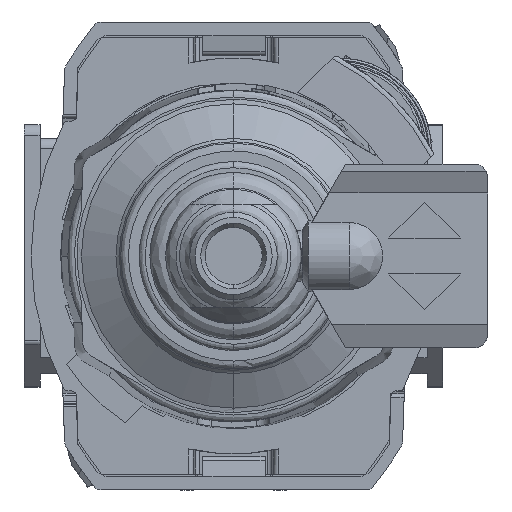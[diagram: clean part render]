
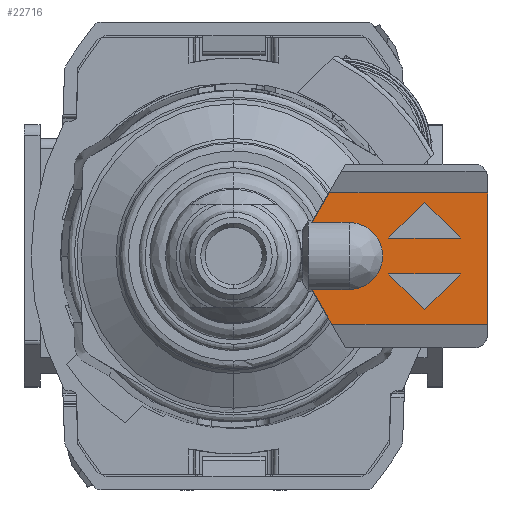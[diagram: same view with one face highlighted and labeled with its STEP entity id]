
A CAD part, front view. The second image highlights one B-rep face of the part: STEP entity #22716.
In plain terms, the highlighted planar face has unit normal (0, -1, 0).
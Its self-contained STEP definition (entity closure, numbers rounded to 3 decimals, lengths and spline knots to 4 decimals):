
#90 = CIRCLE ( 'NONE', #38139, 0.1466 ) ;
#1048 = CARTESIAN_POINT ( 'NONE',  ( 1.1122, -4.2446, -0.0787 ) ) ;
#1513 = CARTESIAN_POINT ( 'NONE',  ( 0.6626, -4.2446, 0.1466 ) ) ;
#1679 = LINE ( 'NONE', #31247, #11268 ) ;
#1950 = DIRECTION ( 'NONE',  ( -1., 0., 0. ) ) ;
#1989 = EDGE_LOOP ( 'NONE', ( #29889, #15774, #19476 ) ) ;
#2257 = CARTESIAN_POINT ( 'NONE',  ( 0.8358, -4.2446, -0.2362 ) ) ;
#3141 = CARTESIAN_POINT ( 'NONE',  ( 1.1122, -4.2446, -0.2981 ) ) ;
#4956 = VECTOR ( 'NONE', #28739, 39.3701 ) ;
#5041 = LINE ( 'NONE', #14785, #34930 ) ;
#5042 = PLANE ( 'NONE',  #17809 ) ;
#5350 = VECTOR ( 'NONE', #6079, 39.3701 ) ;
#5451 = DIRECTION ( 'NONE',  ( 0., 1., 0. ) ) ;
#5977 = ORIENTED_EDGE ( 'NONE', *, *, #13608, .F. ) ;
#6079 = DIRECTION ( 'NONE',  ( 1., 0., 0. ) ) ;
#6246 = LINE ( 'NONE', #18806, #29378 ) ;
#7919 = DIRECTION ( 'NONE',  ( -0.5, 0., 0.866 ) ) ;
#8066 = CARTESIAN_POINT ( 'NONE',  ( 0.8358, -4.2446, 0.2362 ) ) ;
#8218 = ORIENTED_EDGE ( 'NONE', *, *, #28666, .F. ) ;
#9318 = CARTESIAN_POINT ( 'NONE',  ( 0.5051, -4.2446, -0.1466 ) ) ;
#9760 = VECTOR ( 'NONE', #1950, 39.3701 ) ;
#10138 = VECTOR ( 'NONE', #16909, 39.3701 ) ;
#10791 = LINE ( 'NONE', #1048, #28991 ) ;
#11210 = VERTEX_POINT ( 'NONE', #12673 ) ;
#11268 = VECTOR ( 'NONE', #31454, 39.3701 ) ;
#11807 = FACE_BOUND ( 'NONE', #1989, .T. ) ;
#12121 = CARTESIAN_POINT ( 'NONE',  ( 0.8358, -4.2446, 0.2362 ) ) ;
#12188 = DIRECTION ( 'NONE',  ( 0., -1., 0. ) ) ;
#12478 = EDGE_CURVE ( 'NONE', #27603, #28145, #1679, .T. ) ;
#12673 = CARTESIAN_POINT ( 'NONE',  ( 0.4297, -4.2446, -0.2981 ) ) ;
#12848 = VERTEX_POINT ( 'NONE', #28215 ) ;
#12885 = VERTEX_POINT ( 'NONE', #21180 ) ;
#12965 = EDGE_CURVE ( 'NONE', #12885, #21830, #5041, .T. ) ;
#13061 = VERTEX_POINT ( 'NONE', #16044 ) ;
#13150 = VERTEX_POINT ( 'NONE', #20296 ) ;
#13608 = EDGE_CURVE ( 'NONE', #12848, #39499, #31100, .T. ) ;
#13700 = CARTESIAN_POINT ( 'NONE',  ( 1.1115, -4.2446, 0.2756 ) ) ;
#14101 = VERTEX_POINT ( 'NONE', #32672 ) ;
#14785 = CARTESIAN_POINT ( 'NONE',  ( 0.6626, -4.2446, -0.1466 ) ) ;
#15071 = EDGE_CURVE ( 'NONE', #39499, #24792, #21044, .T. ) ;
#15595 = DIRECTION ( 'NONE',  ( 0.707, 0., -0.707 ) ) ;
#15622 = CARTESIAN_POINT ( 'NONE',  ( 1.1122, -4.2446, 0.0787 ) ) ;
#15659 = CARTESIAN_POINT ( 'NONE',  ( 0.8358, -4.2446, -0.2362 ) ) ;
#15774 = ORIENTED_EDGE ( 'NONE', *, *, #12478, .F. ) ;
#16044 = CARTESIAN_POINT ( 'NONE',  ( 1.1115, -4.2446, 0.2756 ) ) ;
#16213 = CARTESIAN_POINT ( 'NONE',  ( 0.9933, -4.2446, 0.0787 ) ) ;
#16909 = DIRECTION ( 'NONE',  ( 0., 0., -1. ) ) ;
#17633 = DIRECTION ( 'NONE',  ( 0.5, 0., 0.866 ) ) ;
#17809 = AXIS2_PLACEMENT_3D ( 'NONE', #28431, #5451, #34601 ) ;
#18068 = CARTESIAN_POINT ( 'NONE',  ( 1.1115, -4.2446, -0.2981 ) ) ;
#18121 = CARTESIAN_POINT ( 'NONE',  ( 0.4297, -4.2446, -0.2981 ) ) ;
#18806 = CARTESIAN_POINT ( 'NONE',  ( 0.6783, -4.2446, -0.0787 ) ) ;
#19041 = EDGE_CURVE ( 'NONE', #28145, #33546, #34934, .T. ) ;
#19286 = EDGE_CURVE ( 'NONE', #24792, #13061, #22999, .T. ) ;
#19476 = ORIENTED_EDGE ( 'NONE', *, *, #31957, .F. ) ;
#19994 = DIRECTION ( 'NONE',  ( 1., 0., 0. ) ) ;
#20104 = VECTOR ( 'NONE', #7919, 39.3701 ) ;
#20296 = CARTESIAN_POINT ( 'NONE',  ( 0.6783, -4.2446, -0.0787 ) ) ;
#21044 = LINE ( 'NONE', #33848, #38328 ) ;
#21180 = CARTESIAN_POINT ( 'NONE',  ( 0.3423, -4.2446, -0.1466 ) ) ;
#21830 = VERTEX_POINT ( 'NONE', #9318 ) ;
#22006 = CARTESIAN_POINT ( 'NONE',  ( 0.5051, -4.2446, 0. ) ) ;
#22716 = ADVANCED_FACE ( 'NONE', ( #11807, #37592, #30994 ), #5042, .F. ) ;
#22999 = LINE ( 'NONE', #32141, #29393 ) ;
#23007 = CARTESIAN_POINT ( 'NONE',  ( 0.4168, -4.2446, 0.2756 ) ) ;
#23716 = ORIENTED_EDGE ( 'NONE', *, *, #40409, .F. ) ;
#24792 = VERTEX_POINT ( 'NONE', #23007 ) ;
#25022 = DIRECTION ( 'NONE',  ( 0.707, 0., 0.707 ) ) ;
#25422 = EDGE_CURVE ( 'NONE', #21830, #12848, #90, .T. ) ;
#25600 = ORIENTED_EDGE ( 'NONE', *, *, #25746, .F. ) ;
#25746 = EDGE_CURVE ( 'NONE', #28355, #11210, #32302, .T. ) ;
#26064 = EDGE_CURVE ( 'NONE', #40520, #14101, #41015, .T. ) ;
#26721 = LINE ( 'NONE', #13700, #10138 ) ;
#27074 = ORIENTED_EDGE ( 'NONE', *, *, #26064, .F. ) ;
#27603 = VERTEX_POINT ( 'NONE', #16213 ) ;
#28145 = VERTEX_POINT ( 'NONE', #8066 ) ;
#28215 = CARTESIAN_POINT ( 'NONE',  ( 0.5051, -4.2446, 0.1466 ) ) ;
#28355 = VERTEX_POINT ( 'NONE', #18068 ) ;
#28431 = CARTESIAN_POINT ( 'NONE',  ( 1.1122, -4.2446, 0.2756 ) ) ;
#28666 = EDGE_CURVE ( 'NONE', #13150, #40520, #6246, .T. ) ;
#28739 = DIRECTION ( 'NONE',  ( -0.707, 0., -0.707 ) ) ;
#28991 = VECTOR ( 'NONE', #36796, 39.3701 ) ;
#29115 = ORIENTED_EDGE ( 'NONE', *, *, #40168, .F. ) ;
#29378 = VECTOR ( 'NONE', #15595, 39.3701 ) ;
#29393 = VECTOR ( 'NONE', #19994, 39.3701 ) ;
#29889 = ORIENTED_EDGE ( 'NONE', *, *, #19041, .F. ) ;
#30009 = EDGE_LOOP ( 'NONE', ( #23716, #27074, #8218 ) ) ;
#30994 = FACE_BOUND ( 'NONE', #30009, .T. ) ;
#31100 = LINE ( 'NONE', #1513, #9760 ) ;
#31247 = CARTESIAN_POINT ( 'NONE',  ( 0.9933, -4.2446, 0.0787 ) ) ;
#31454 = DIRECTION ( 'NONE',  ( -0.707, 0., 0.707 ) ) ;
#31529 = EDGE_LOOP ( 'NONE', ( #38339, #37747, #29115, #25600, #35055, #35957, #32734, #5977 ) ) ;
#31957 = EDGE_CURVE ( 'NONE', #33546, #27603, #38849, .T. ) ;
#32141 = CARTESIAN_POINT ( 'NONE',  ( 1.1122, -4.2446, 0.2756 ) ) ;
#32302 = LINE ( 'NONE', #3141, #33405 ) ;
#32672 = CARTESIAN_POINT ( 'NONE',  ( 0.9933, -4.2446, -0.0787 ) ) ;
#32734 = ORIENTED_EDGE ( 'NONE', *, *, #15071, .F. ) ;
#33179 = CARTESIAN_POINT ( 'NONE',  ( 0.3423, -4.2446, 0.1466 ) ) ;
#33405 = VECTOR ( 'NONE', #37860, 39.3701 ) ;
#33546 = VERTEX_POINT ( 'NONE', #39013 ) ;
#33848 = CARTESIAN_POINT ( 'NONE',  ( 0.2576, -4.2446, 0. ) ) ;
#34601 = DIRECTION ( 'NONE',  ( 0., 0., 1. ) ) ;
#34930 = VECTOR ( 'NONE', #41231, 39.3701 ) ;
#34934 = LINE ( 'NONE', #12121, #4956 ) ;
#35055 = ORIENTED_EDGE ( 'NONE', *, *, #35639, .F. ) ;
#35639 = EDGE_CURVE ( 'NONE', #13061, #28355, #26721, .T. ) ;
#35957 = ORIENTED_EDGE ( 'NONE', *, *, #19286, .F. ) ;
#36796 = DIRECTION ( 'NONE',  ( -1., 0., 0. ) ) ;
#37592 = FACE_OUTER_BOUND ( 'NONE', #31529, .T. ) ;
#37747 = ORIENTED_EDGE ( 'NONE', *, *, #12965, .F. ) ;
#37860 = DIRECTION ( 'NONE',  ( -1., 0., 0. ) ) ;
#38139 = AXIS2_PLACEMENT_3D ( 'NONE', #22006, #12188, #41397 ) ;
#38328 = VECTOR ( 'NONE', #17633, 39.3701 ) ;
#38339 = ORIENTED_EDGE ( 'NONE', *, *, #25422, .F. ) ;
#38849 = LINE ( 'NONE', #15622, #5350 ) ;
#39013 = CARTESIAN_POINT ( 'NONE',  ( 0.6783, -4.2446, 0.0787 ) ) ;
#39499 = VERTEX_POINT ( 'NONE', #33179 ) ;
#40168 = EDGE_CURVE ( 'NONE', #11210, #12885, #40281, .T. ) ;
#40281 = LINE ( 'NONE', #18121, #20104 ) ;
#40409 = EDGE_CURVE ( 'NONE', #14101, #13150, #10791, .T. ) ;
#40520 = VERTEX_POINT ( 'NONE', #15659 ) ;
#40927 = VECTOR ( 'NONE', #25022, 39.3701 ) ;
#41015 = LINE ( 'NONE', #2257, #40927 ) ;
#41231 = DIRECTION ( 'NONE',  ( 1., 0., 0. ) ) ;
#41397 = DIRECTION ( 'NONE',  ( 0., 0., -1. ) ) ;
